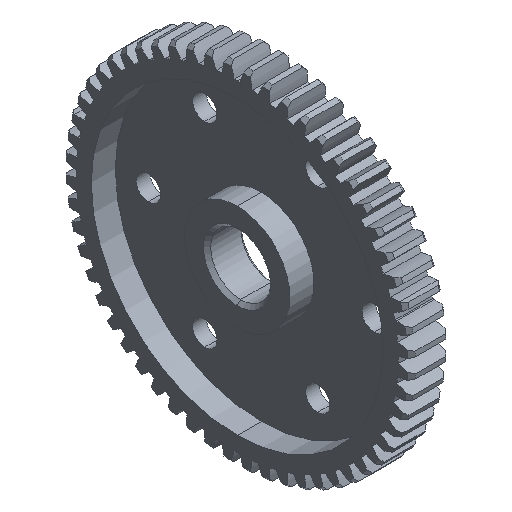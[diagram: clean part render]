
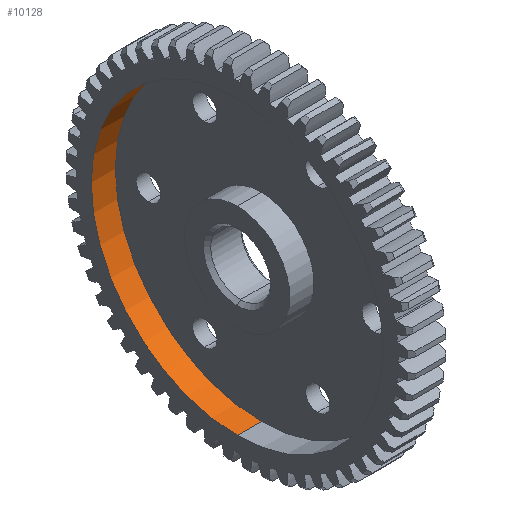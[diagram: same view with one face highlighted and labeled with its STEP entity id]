
A CAD part, isometric view. The second image highlights one B-rep face of the part: STEP entity #10128.
In plain terms, the highlighted cylindrical face has radius 30.797 mm (diameter 61.595 mm), a partial arc.
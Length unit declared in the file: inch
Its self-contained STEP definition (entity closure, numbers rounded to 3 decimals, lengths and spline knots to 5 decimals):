
#1120 = CYLINDRICAL_SURFACE ( 'NONE', #9475, 1.2125 ) ;
#1144 = AXIS2_PLACEMENT_3D ( 'NONE', #3168, #9212, #1411 ) ;
#1260 = FACE_OUTER_BOUND ( 'NONE', #3075, .T. ) ;
#1411 = DIRECTION ( 'NONE',  ( 0., 0., 1. ) ) ;
#2113 = CARTESIAN_POINT ( 'NONE',  ( 0.2, 0., -1.2125 ) ) ;
#2274 = CARTESIAN_POINT ( 'NONE',  ( 0.2, 0., 1.2125 ) ) ;
#2404 = EDGE_CURVE ( 'NONE', #4569, #10316, #12747, .T. ) ;
#2468 = VERTEX_POINT ( 'NONE', #2113 ) ;
#2592 = VECTOR ( 'NONE', #11731, 39.37008 ) ;
#3075 = EDGE_LOOP ( 'NONE', ( #12110, #10662, #4793, #8773 ) ) ;
#3168 = CARTESIAN_POINT ( 'NONE',  ( 0.2, 0., 0. ) ) ;
#3837 = CIRCLE ( 'NONE', #1144, 1.2125 ) ;
#4214 = AXIS2_PLACEMENT_3D ( 'NONE', #11163, #4268, #12225 ) ;
#4268 = DIRECTION ( 'NONE',  ( -1., 0., 0. ) ) ;
#4327 = CARTESIAN_POINT ( 'NONE',  ( 0.2, 0., 0. ) ) ;
#4568 = CARTESIAN_POINT ( 'NONE',  ( 0., 0., -1.2125 ) ) ;
#4569 = VERTEX_POINT ( 'NONE', #9861 ) ;
#4793 = ORIENTED_EDGE ( 'NONE', *, *, #8533, .T. ) ;
#5104 = VECTOR ( 'NONE', #5551, 39.37008 ) ;
#5551 = DIRECTION ( 'NONE',  ( -1., 0., 0. ) ) ;
#6278 = DIRECTION ( 'NONE',  ( 0., 0., 1. ) ) ;
#6595 = LINE ( 'NONE', #11466, #5104 ) ;
#7499 = CARTESIAN_POINT ( 'NONE',  ( 0.2, 0., 1.2125 ) ) ;
#8030 = DIRECTION ( 'NONE',  ( -1., 0., 0. ) ) ;
#8533 = EDGE_CURVE ( 'NONE', #10550, #4569, #8795, .T. ) ;
#8773 = ORIENTED_EDGE ( 'NONE', *, *, #2404, .T. ) ;
#8795 = LINE ( 'NONE', #7499, #2592 ) ;
#9212 = DIRECTION ( 'NONE',  ( -1., 0., 0. ) ) ;
#9475 = AXIS2_PLACEMENT_3D ( 'NONE', #4327, #8030, #6278 ) ;
#9658 = EDGE_CURVE ( 'NONE', #10550, #2468, #3837, .T. ) ;
#9861 = CARTESIAN_POINT ( 'NONE',  ( 0., 0., 1.2125 ) ) ;
#10128 = ADVANCED_FACE ( 'NONE', ( #1260 ), #1120, .F. ) ;
#10224 = EDGE_CURVE ( 'NONE', #2468, #10316, #6595, .T. ) ;
#10316 = VERTEX_POINT ( 'NONE', #4568 ) ;
#10550 = VERTEX_POINT ( 'NONE', #2274 ) ;
#10662 = ORIENTED_EDGE ( 'NONE', *, *, #9658, .F. ) ;
#11163 = CARTESIAN_POINT ( 'NONE',  ( 0., 0., 0. ) ) ;
#11466 = CARTESIAN_POINT ( 'NONE',  ( 0.2, 0., -1.2125 ) ) ;
#11731 = DIRECTION ( 'NONE',  ( -1., 0., 0. ) ) ;
#12110 = ORIENTED_EDGE ( 'NONE', *, *, #10224, .F. ) ;
#12225 = DIRECTION ( 'NONE',  ( 0., 0., 1. ) ) ;
#12747 = CIRCLE ( 'NONE', #4214, 1.2125 ) ;
